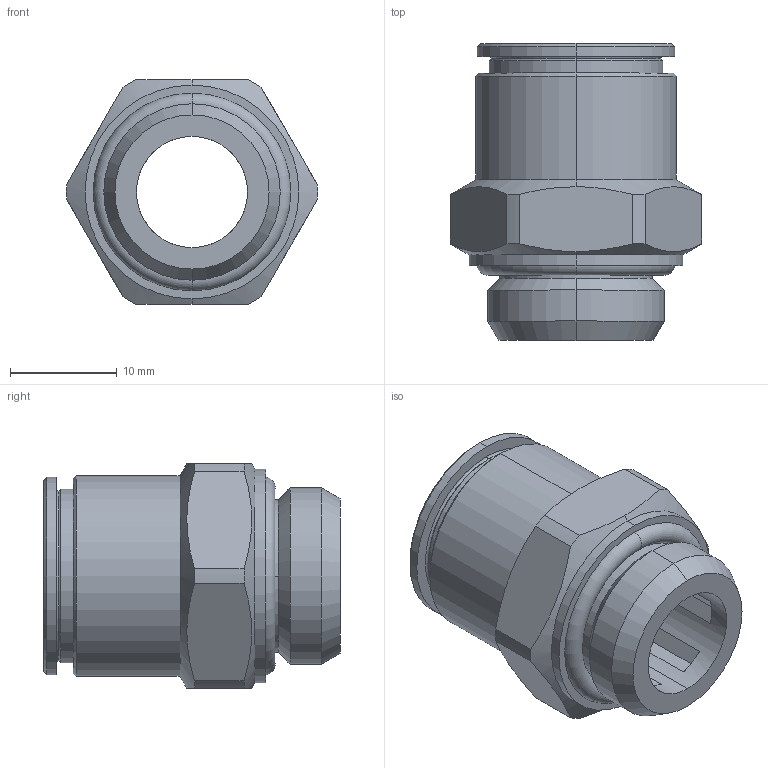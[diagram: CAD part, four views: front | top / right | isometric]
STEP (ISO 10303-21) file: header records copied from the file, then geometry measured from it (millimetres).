
FILE_DESCRIPTION (( 'STEP AP203' ), '1' );
FILE_NAME ('X0020063.STEP', '2016-12-05T14:35:57', ( '' ), ( '' ), 'SwSTEP 2.0', 'SolidWorks 2015', '' );
FILE_SCHEMA (( 'CONFIG_CONTROL_DESIGN' ));
Length unit declared in the file: millimetre
Products named in the file (1): X0020063
Bounding box: 23.5 x 27.76 x 21 mm (x, y, z)
Volume: 4745.7 mm3; surface area: 3359.1 mm2
Topology: 1 solids, 1 shells, 76 faces, 188 edges, 118 vertices
Faces by surface type: plane 30, cylinder 22, cone 16, torus 8
Entity records: 2467 total; most frequent: CARTESIAN_POINT 563, DIRECTION 400, ORIENTED_EDGE 376, EDGE_CURVE 188, AXIS2_PLACEMENT_3D 163, VERTEX_POINT 118, CIRCLE 86, EDGE_LOOP 82
